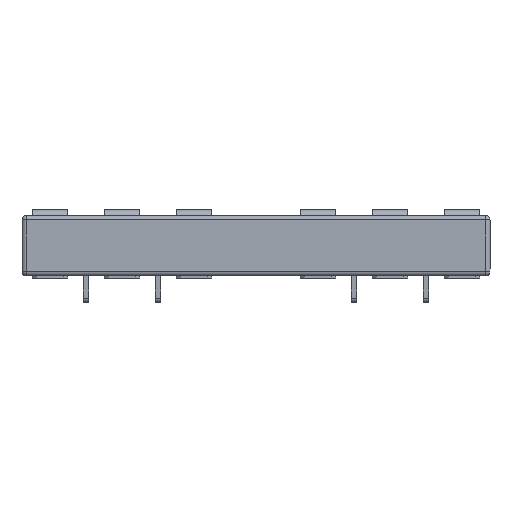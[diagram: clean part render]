
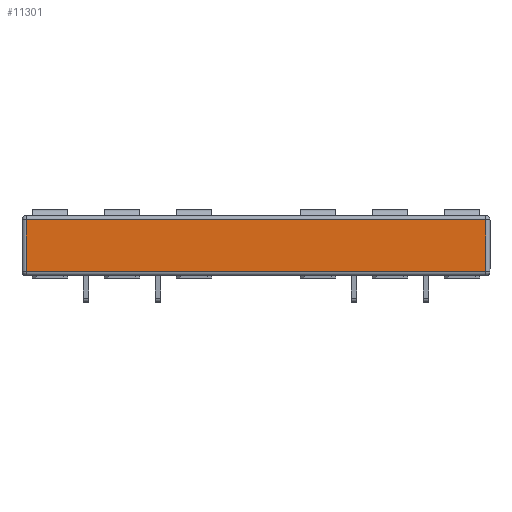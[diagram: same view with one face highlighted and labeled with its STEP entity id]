
A CAD part, top view. The second image highlights one B-rep face of the part: STEP entity #11301.
In plain terms, the highlighted planar face has unit normal (0, 0, 1).
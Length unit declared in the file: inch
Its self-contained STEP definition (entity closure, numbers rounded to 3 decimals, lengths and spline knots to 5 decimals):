
#360 = CARTESIAN_POINT ( 'NONE',  ( 0.03937, 0.03937, 0.49213 ) ) ;
#996 = LINE ( 'NONE', #2704, #16079 ) ;
#1787 = CARTESIAN_POINT ( 'NONE',  ( 4.56693, 0.55118, 0.49213 ) ) ;
#2704 = CARTESIAN_POINT ( 'NONE',  ( 4.56693, 0.55118, 0.49213 ) ) ;
#3686 = AXIS2_PLACEMENT_3D ( 'NONE', #6317, #17825, #11076 ) ;
#4931 = PLANE ( 'NONE',  #3686 ) ;
#5769 = ORIENTED_EDGE ( 'NONE', *, *, #8939, .T. ) ;
#6317 = CARTESIAN_POINT ( 'NONE',  ( 0., 0.59055, 0.49213 ) ) ;
#7694 = CARTESIAN_POINT ( 'NONE',  ( 0.03937, 0.03937, 0.49213 ) ) ;
#8867 = CARTESIAN_POINT ( 'NONE',  ( 0.03937, 0.03937, 0.49213 ) ) ;
#8939 = EDGE_CURVE ( 'NONE', #16216, #13762, #19393, .T. ) ;
#9363 = VECTOR ( 'NONE', #9688, 39.37008 ) ;
#9387 = DIRECTION ( 'NONE',  ( 0., 1., 0. ) ) ;
#9688 = DIRECTION ( 'NONE',  ( 1., 0., 0. ) ) ;
#10024 = CARTESIAN_POINT ( 'NONE',  ( 0.03937, 0.55118, 0.49213 ) ) ;
#10514 = DIRECTION ( 'NONE',  ( -1., 0., 0. ) ) ;
#10842 = VECTOR ( 'NONE', #9387, 39.37008 ) ;
#11076 = DIRECTION ( 'NONE',  ( 1., 0., 0. ) ) ;
#11301 = ADVANCED_FACE ( 'NONE', ( #20794 ), #4931, .T. ) ;
#11462 = LINE ( 'NONE', #7694, #10842 ) ;
#11748 = ORIENTED_EDGE ( 'NONE', *, *, #13003, .F. ) ;
#12167 = VECTOR ( 'NONE', #10514, 39.37008 ) ;
#12685 = VERTEX_POINT ( 'NONE', #1787 ) ;
#13003 = EDGE_CURVE ( 'NONE', #16216, #17991, #11462, .T. ) ;
#13590 = ORIENTED_EDGE ( 'NONE', *, *, #13747, .F. ) ;
#13747 = EDGE_CURVE ( 'NONE', #12685, #13762, #996, .T. ) ;
#13762 = VERTEX_POINT ( 'NONE', #13915 ) ;
#13783 = LINE ( 'NONE', #15685, #12167 ) ;
#13915 = CARTESIAN_POINT ( 'NONE',  ( 4.56693, 0.03937, 0.49213 ) ) ;
#15685 = CARTESIAN_POINT ( 'NONE',  ( 4.56693, 0.55118, 0.49213 ) ) ;
#15802 = ORIENTED_EDGE ( 'NONE', *, *, #19717, .T. ) ;
#16079 = VECTOR ( 'NONE', #17066, 39.37008 ) ;
#16216 = VERTEX_POINT ( 'NONE', #8867 ) ;
#17066 = DIRECTION ( 'NONE',  ( 0., -1., 0. ) ) ;
#17825 = DIRECTION ( 'NONE',  ( 0., 0., 1. ) ) ;
#17991 = VERTEX_POINT ( 'NONE', #10024 ) ;
#18757 = EDGE_LOOP ( 'NONE', ( #11748, #5769, #13590, #15802 ) ) ;
#19393 = LINE ( 'NONE', #360, #9363 ) ;
#19717 = EDGE_CURVE ( 'NONE', #12685, #17991, #13783, .T. ) ;
#20794 = FACE_OUTER_BOUND ( 'NONE', #18757, .T. ) ;
